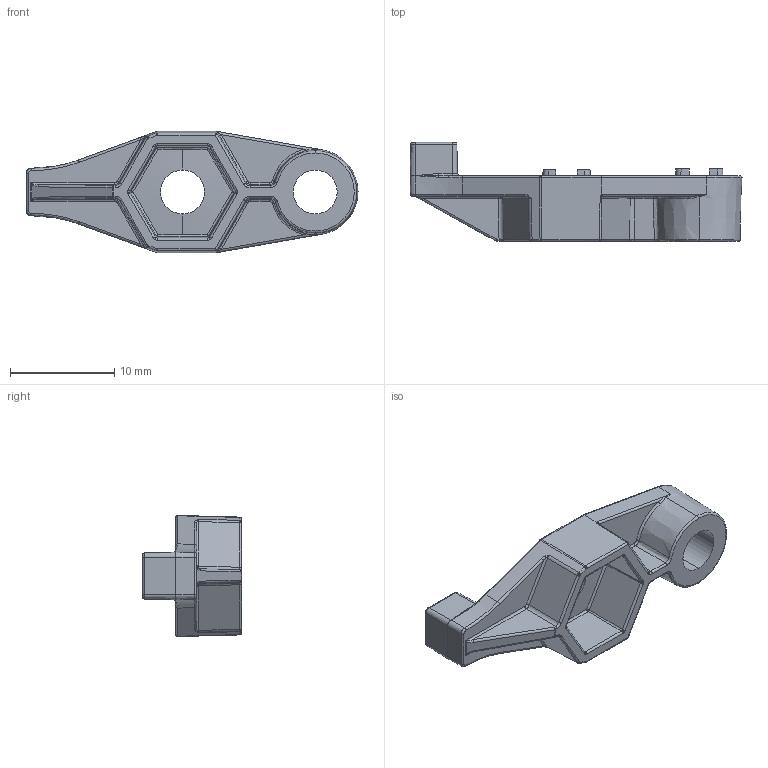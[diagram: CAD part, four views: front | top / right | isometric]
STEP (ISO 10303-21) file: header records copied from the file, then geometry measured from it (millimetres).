
FILE_DESCRIPTION (( 'STEP AP203' ), '1' );
FILE_NAME ('276-6009-003 Rev4.STEP', '2018-03-26T18:48:54', ( '' ), ( '' ), 'SwSTEP 2.0', 'SolidWorks 2017', '' );
FILE_SCHEMA (( 'CONFIG_CONTROL_DESIGN' ));
Length unit declared in the file: millimetre
Products named in the file (1): 276-6009-003 Rev4
Bounding box: 31.77 x 9.47 x 11.59 mm (x, y, z)
Volume: 923.7 mm3; surface area: 1261.6 mm2
Topology: 1 solids, 1 shells, 314 faces, 755 edges, 438 vertices
Faces by surface type: cylinder 91, bspline 82, plane 77, torus 26, cone 23, sphere 15
Entity records: 10220 total; most frequent: CARTESIAN_POINT 3657, ORIENTED_EDGE 1482, DIRECTION 1238, EDGE_CURVE 741, AXIS2_PLACEMENT_3D 484, VERTEX_POINT 438, EDGE_LOOP 327, FACE_OUTER_BOUND 314
